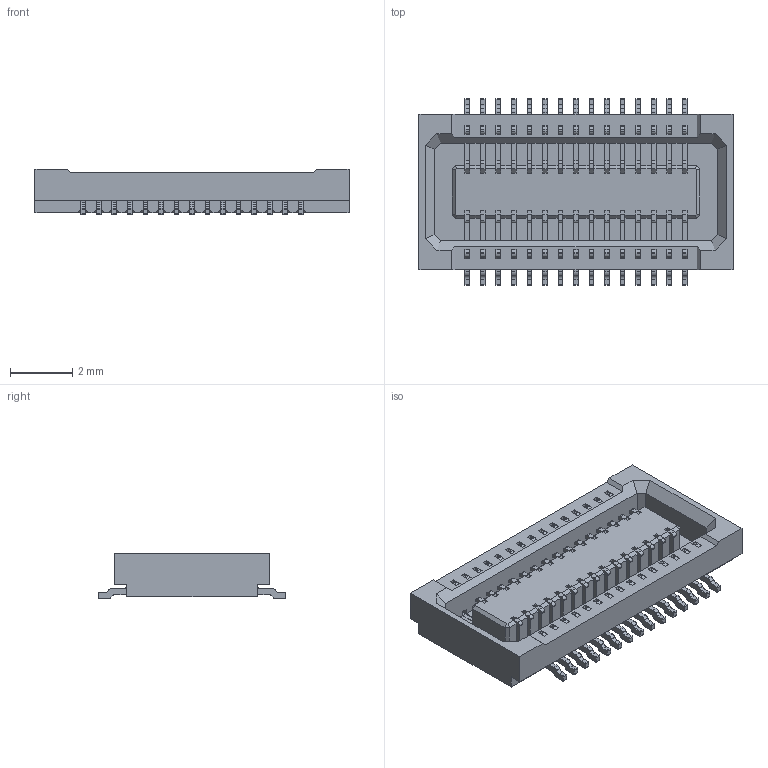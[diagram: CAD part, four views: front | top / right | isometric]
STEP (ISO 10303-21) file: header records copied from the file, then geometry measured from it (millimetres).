
FILE_DESCRIPTION(/* description */ ('Unknown'),/* implementation_level */ '2;1');
FILE_NAME(/* name */ '658561423030',/* time_stamp */ '2024-10-08T09:48:48+02:00',/* author */ ('Unknown'),/* organization */ ('Unknown'),/* preprocessor_version */ 'ST-DEVELOPER v19.4',/* originating_system */ 'Solid Edge',/* authorisation */ 'Unknown');
FILE_SCHEMA (('AUTOMOTIVE_DESIGN {1 0 10303 214 3 1 1}'));
Length unit declared in the file: millimetre
Products named in the file (3): 658561423xxx; 658561423030; 658561423xxx_Contact
Assembly tree (31 placements, depth 2):
  658561423xxx
    658561423030
    658561423xxx_Contact  x30
Bounding box: 10.1 x 6 x 1.46 mm (x, y, z)
Volume: 81.6 mm3; surface area: 593.5 mm2
Topology: 32 solids, 32 shells, 2380 faces, 7336 edges, 4840 vertices
Faces by surface type: plane 1810, cylinder 570
Entity records: 40018 total; most frequent: ORIENTED_EDGE 7364, CARTESIAN_POINT 7222, DIRECTION 6108, EDGE_CURVE 3682, LINE 3528, VECTOR 3528, VERTEX_POINT 2404, AXIS2_PLACEMENT_3D 1290
